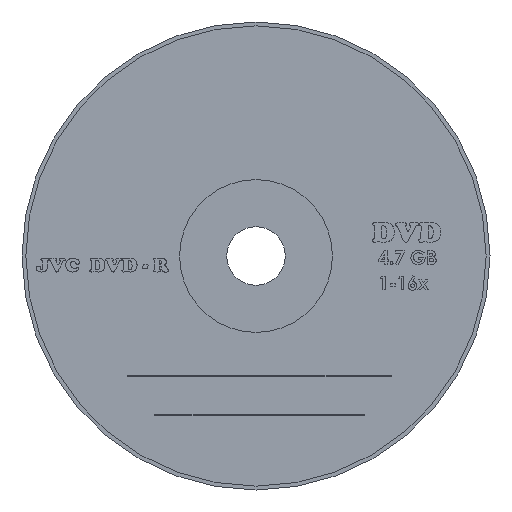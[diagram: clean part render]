
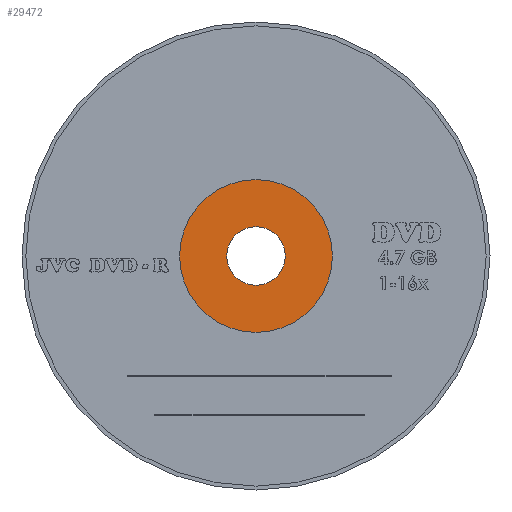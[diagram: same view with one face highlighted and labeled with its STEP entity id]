
A CAD part, front view. The second image highlights one B-rep face of the part: STEP entity #29472.
In plain terms, the highlighted planar face has unit normal (0, -1, 0).
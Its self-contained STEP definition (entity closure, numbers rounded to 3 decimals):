
#208 = CIRCLE ( 'NONE', #26697, 19.581 ) ;
#284 = CIRCLE ( 'NONE', #26696, 7.5 ) ;
#7863 = CARTESIAN_POINT ( 'NONE',  ( 0., 0., 0. ) ) ;
#7864 = DIRECTION ( 'NONE',  ( 0., -1., 0. ) ) ;
#7865 = DIRECTION ( 'NONE',  ( 0., 0., -1. ) ) ;
#8205 = CARTESIAN_POINT ( 'NONE',  ( 0., 0., 0. ) ) ;
#8207 = DIRECTION ( 'NONE',  ( 0., 1., 0. ) ) ;
#8208 = DIRECTION ( 'NONE',  ( 0., 0., 1. ) ) ;
#9260 = CIRCLE ( 'NONE', #26661, 19.581 ) ;
#9758 = CIRCLE ( 'NONE', #26674, 7.5 ) ;
#11610 = FACE_OUTER_BOUND ( 'NONE', #12188, .T. ) ;
#11617 = FACE_BOUND ( 'NONE', #31338, .T. ) ;
#11885 = ORIENTED_EDGE ( 'NONE', *, *, #30817, .T. ) ;
#12188 = EDGE_LOOP ( 'NONE', ( #30186, #30232 ) ) ;
#13014 = CARTESIAN_POINT ( 'NONE',  ( 0., 0., 0. ) ) ;
#13022 = DIRECTION ( 'NONE',  ( 0., -1., 0. ) ) ;
#13023 = DIRECTION ( 'NONE',  ( 0., 0., -1. ) ) ;
#13849 = VERTEX_POINT ( 'NONE', #32756 ) ;
#13850 = VERTEX_POINT ( 'NONE', #32757 ) ;
#13878 = VERTEX_POINT ( 'NONE', #32785 ) ;
#13880 = VERTEX_POINT ( 'NONE', #32787 ) ;
#14299 = CARTESIAN_POINT ( 'NONE',  ( 0., 0., 0. ) ) ;
#14300 = DIRECTION ( 'NONE',  ( 0., 1., 0. ) ) ;
#14301 = DIRECTION ( 'NONE',  ( 0., 0., 1. ) ) ;
#16489 = CARTESIAN_POINT ( 'NONE',  ( 0., 0., 0. ) ) ;
#16493 = PLANE ( 'NONE',  #22867 ) ;
#16494 = DIRECTION ( 'NONE',  ( 0., 1., 0. ) ) ;
#16495 = DIRECTION ( 'NONE',  ( 0., 0., 1. ) ) ;
#22867 = AXIS2_PLACEMENT_3D ( 'NONE', #16489, #16494, #16495 ) ;
#26661 = AXIS2_PLACEMENT_3D ( 'NONE', #13014, #13022, #13023 ) ;
#26674 = AXIS2_PLACEMENT_3D ( 'NONE', #14299, #14300, #14301 ) ;
#26696 = AXIS2_PLACEMENT_3D ( 'NONE', #8205, #8207, #8208 ) ;
#26697 = AXIS2_PLACEMENT_3D ( 'NONE', #7863, #7864, #7865 ) ;
#29472 = ADVANCED_FACE ( 'NONE', ( #11610, #11617 ), #16493, .F. ) ;
#30159 = ORIENTED_EDGE ( 'NONE', *, *, #30390, .T. ) ;
#30186 = ORIENTED_EDGE ( 'NONE', *, *, #30326, .T. ) ;
#30232 = ORIENTED_EDGE ( 'NONE', *, *, #30622, .T. ) ;
#30326 = EDGE_CURVE ( 'NONE', #13849, #13850, #208, .T. ) ;
#30390 = EDGE_CURVE ( 'NONE', #13878, #13880, #284, .T. ) ;
#30622 = EDGE_CURVE ( 'NONE', #13850, #13849, #9260, .T. ) ;
#30817 = EDGE_CURVE ( 'NONE', #13880, #13878, #9758, .T. ) ;
#31338 = EDGE_LOOP ( 'NONE', ( #11885, #30159 ) ) ;
#32756 = CARTESIAN_POINT ( 'NONE',  ( 0., 0., 19.581 ) ) ;
#32757 = CARTESIAN_POINT ( 'NONE',  ( 0., 0., -19.581 ) ) ;
#32785 = CARTESIAN_POINT ( 'NONE',  ( 0., 0., 7.5 ) ) ;
#32787 = CARTESIAN_POINT ( 'NONE',  ( 0., 0., -7.5 ) ) ;
